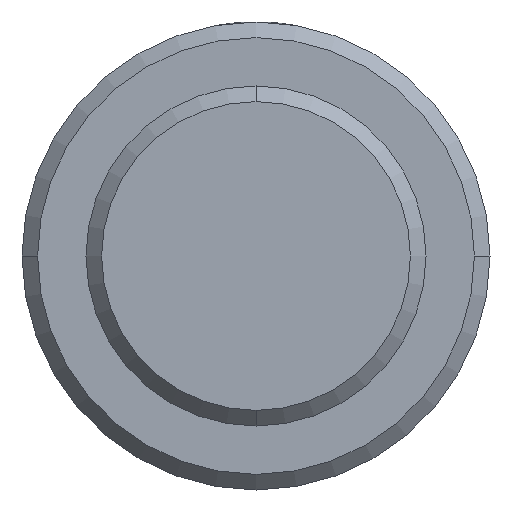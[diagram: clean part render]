
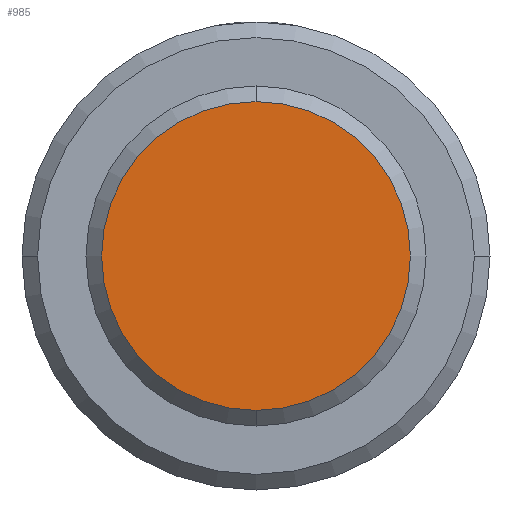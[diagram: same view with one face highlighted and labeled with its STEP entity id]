
A CAD part, front view. The second image highlights one B-rep face of the part: STEP entity #985.
In plain terms, the highlighted planar face has unit normal (0, -1, 0).
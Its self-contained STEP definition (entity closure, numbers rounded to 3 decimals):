
#445=CARTESIAN_POINT('',(0.,-31.,0.));
#446=DIRECTION('',(0.,-1.,0.));
#447=DIRECTION('',(0.,0.,-1.));
#448=AXIS2_PLACEMENT_3D('',#445,#446,#447);
#460=CARTESIAN_POINT('',(0.,-31.,0.));
#461=DIRECTION('',(0.,1.,0.));
#462=DIRECTION('',(0.,0.,-1.));
#463=AXIS2_PLACEMENT_3D('',#460,#461,#462);
#500=CARTESIAN_POINT('',(0.,-31.,-9.9));
#501=VERTEX_POINT('',#500);
#502=CARTESIAN_POINT('',(0.,-31.,9.9));
#503=VERTEX_POINT('',#502);
#976=CARTESIAN_POINT('',(0.,-31.,0.));
#977=DIRECTION('',(0.,1.,0.));
#978=DIRECTION('',(0.,0.,-1.));
#979=AXIS2_PLACEMENT_3D('',#976,#977,#978);
#980=PLANE('',#979);
#981=ORIENTED_EDGE('',*,*,#931,.F.);
#982=ORIENTED_EDGE('',*,*,#959,.T.);
#983=EDGE_LOOP('',(#981,#982));
#984=FACE_OUTER_BOUND('',#983,.F.);
#985=ADVANCED_FACE('',(#984),#980,.F.);
#449=CIRCLE('',#448,9.9);
#464=CIRCLE('',#463,9.9);
#931=EDGE_CURVE('',#501,#503,#449,.T.);
#959=EDGE_CURVE('',#501,#503,#464,.T.);
